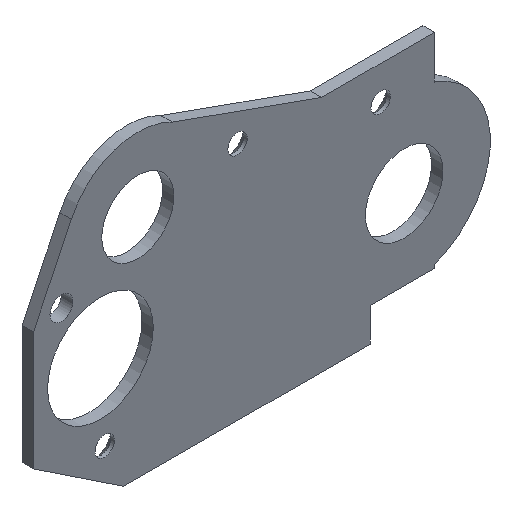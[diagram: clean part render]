
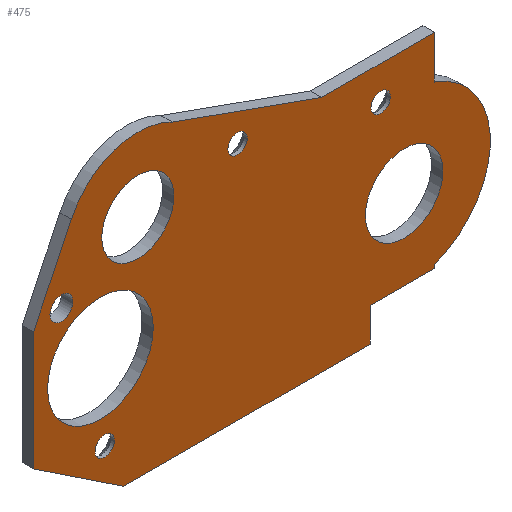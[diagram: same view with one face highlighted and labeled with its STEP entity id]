
A CAD part, isometric view. The second image highlights one B-rep face of the part: STEP entity #475.
In plain terms, the highlighted planar face has unit normal (0, -1, 0).
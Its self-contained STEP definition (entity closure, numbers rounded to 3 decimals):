
#18=FACE_BOUND('',#75,.T.);
#19=FACE_BOUND('',#76,.T.);
#20=FACE_BOUND('',#77,.T.);
#21=FACE_BOUND('',#78,.T.);
#22=FACE_BOUND('',#79,.T.);
#23=FACE_BOUND('',#80,.T.);
#24=FACE_BOUND('',#81,.T.);
#33=PLANE('',#519);
#48=FACE_OUTER_BOUND('',#74,.T.);
#74=EDGE_LOOP('',(#339,#340,#341,#342,#343,#344,#345,#346,#347,#348,#349,
#350));
#75=EDGE_LOOP('',(#351));
#76=EDGE_LOOP('',(#352));
#77=EDGE_LOOP('',(#353));
#78=EDGE_LOOP('',(#354));
#79=EDGE_LOOP('',(#355));
#80=EDGE_LOOP('',(#356));
#81=EDGE_LOOP('',(#357));
#115=LINE('',#721,#158);
#116=LINE('',#723,#159);
#117=LINE('',#725,#160);
#118=LINE('',#727,#161);
#119=LINE('',#729,#162);
#120=LINE('',#731,#163);
#121=LINE('',#733,#164);
#122=LINE('',#737,#165);
#123=LINE('',#739,#166);
#124=LINE('',#741,#167);
#158=VECTOR('',#580,10.);
#159=VECTOR('',#581,10.);
#160=VECTOR('',#582,10.);
#161=VECTOR('',#583,10.);
#162=VECTOR('',#584,10.);
#163=VECTOR('',#585,10.);
#164=VECTOR('',#586,10.);
#165=VECTOR('',#589,10.);
#166=VECTOR('',#590,10.);
#167=VECTOR('',#591,10.);
#200=CIRCLE('',#515,1.3);
#201=CIRCLE('',#517,4.1);
#203=CIRCLE('',#520,9.5);
#204=CIRCLE('',#521,8.35);
#205=CIRCLE('',#522,6.);
#206=CIRCLE('',#523,1.1);
#207=CIRCLE('',#524,1.1);
#208=CIRCLE('',#525,1.1);
#209=CIRCLE('',#526,4.4);
#223=VERTEX_POINT('',#709);
#224=VERTEX_POINT('',#713);
#226=VERTEX_POINT('',#719);
#227=VERTEX_POINT('',#720);
#228=VERTEX_POINT('',#722);
#229=VERTEX_POINT('',#724);
#230=VERTEX_POINT('',#726);
#231=VERTEX_POINT('',#728);
#232=VERTEX_POINT('',#730);
#233=VERTEX_POINT('',#732);
#234=VERTEX_POINT('',#734);
#235=VERTEX_POINT('',#736);
#236=VERTEX_POINT('',#738);
#237=VERTEX_POINT('',#740);
#238=VERTEX_POINT('',#743);
#239=VERTEX_POINT('',#745);
#240=VERTEX_POINT('',#747);
#241=VERTEX_POINT('',#749);
#242=VERTEX_POINT('',#751);
#267=EDGE_CURVE('',#223,#223,#200,.F.);
#268=EDGE_CURVE('',#224,#224,#201,.T.);
#271=EDGE_CURVE('',#226,#227,#115,.T.);
#272=EDGE_CURVE('',#228,#226,#116,.T.);
#273=EDGE_CURVE('',#228,#229,#117,.T.);
#274=EDGE_CURVE('',#230,#229,#118,.T.);
#275=EDGE_CURVE('',#230,#231,#119,.T.);
#276=EDGE_CURVE('',#231,#232,#120,.T.);
#277=EDGE_CURVE('',#233,#232,#121,.T.);
#278=EDGE_CURVE('',#234,#233,#203,.T.);
#279=EDGE_CURVE('',#235,#234,#122,.T.);
#280=EDGE_CURVE('',#236,#235,#123,.T.);
#281=EDGE_CURVE('',#237,#236,#124,.T.);
#282=EDGE_CURVE('',#227,#237,#204,.T.);
#283=EDGE_CURVE('',#238,#238,#205,.T.);
#284=EDGE_CURVE('',#239,#239,#206,.F.);
#285=EDGE_CURVE('',#240,#240,#207,.F.);
#286=EDGE_CURVE('',#241,#241,#208,.F.);
#287=EDGE_CURVE('',#242,#242,#209,.F.);
#339=ORIENTED_EDGE('',*,*,#271,.F.);
#340=ORIENTED_EDGE('',*,*,#272,.F.);
#341=ORIENTED_EDGE('',*,*,#273,.T.);
#342=ORIENTED_EDGE('',*,*,#274,.F.);
#343=ORIENTED_EDGE('',*,*,#275,.T.);
#344=ORIENTED_EDGE('',*,*,#276,.T.);
#345=ORIENTED_EDGE('',*,*,#277,.F.);
#346=ORIENTED_EDGE('',*,*,#278,.F.);
#347=ORIENTED_EDGE('',*,*,#279,.F.);
#348=ORIENTED_EDGE('',*,*,#280,.F.);
#349=ORIENTED_EDGE('',*,*,#281,.F.);
#350=ORIENTED_EDGE('',*,*,#282,.F.);
#351=ORIENTED_EDGE('',*,*,#267,.T.);
#352=ORIENTED_EDGE('',*,*,#268,.T.);
#353=ORIENTED_EDGE('',*,*,#283,.F.);
#354=ORIENTED_EDGE('',*,*,#284,.F.);
#355=ORIENTED_EDGE('',*,*,#285,.F.);
#356=ORIENTED_EDGE('',*,*,#286,.F.);
#357=ORIENTED_EDGE('',*,*,#287,.F.);
#475=ADVANCED_FACE('',(#48,#18,#19,#20,#21,#22,#23,#24),#33,.F.);
#515=AXIS2_PLACEMENT_3D('',#711,#569,#570);
#517=AXIS2_PLACEMENT_3D('',#714,#573,#574);
#519=AXIS2_PLACEMENT_3D('',#718,#578,#579);
#520=AXIS2_PLACEMENT_3D('',#735,#587,#588);
#521=AXIS2_PLACEMENT_3D('',#742,#592,#593);
#522=AXIS2_PLACEMENT_3D('',#744,#594,#595);
#523=AXIS2_PLACEMENT_3D('',#746,#596,#597);
#524=AXIS2_PLACEMENT_3D('',#748,#598,#599);
#525=AXIS2_PLACEMENT_3D('',#750,#600,#601);
#526=AXIS2_PLACEMENT_3D('',#752,#602,#603);
#569=DIRECTION('center_axis',(0.,-1.,0.));
#570=DIRECTION('ref_axis',(-1.,0.,0.));
#573=DIRECTION('center_axis',(0.,1.,0.));
#574=DIRECTION('ref_axis',(1.,0.,0.));
#578=DIRECTION('center_axis',(0.,1.,0.));
#579=DIRECTION('ref_axis',(-1.,0.,0.));
#580=DIRECTION('',(0.433,0.,0.901));
#581=DIRECTION('',(0.,0.,1.));
#582=DIRECTION('',(0.832,0.,-0.555));
#583=DIRECTION('',(-1.,0.,0.));
#584=DIRECTION('',(0.,0.,1.));
#585=DIRECTION('',(1.,0.,0.));
#586=DIRECTION('',(0.,0.,-1.));
#587=DIRECTION('center_axis',(0.,1.,0.));
#588=DIRECTION('ref_axis',(0.333,0.,0.943));
#589=DIRECTION('',(0.,0.,-1.));
#590=DIRECTION('',(1.,0.,0.));
#591=DIRECTION('',(0.942,0.,-0.336));
#592=DIRECTION('center_axis',(0.,1.,0.));
#593=DIRECTION('ref_axis',(-0.997,0.,0.078));
#594=DIRECTION('center_axis',(0.,-1.,0.));
#595=DIRECTION('ref_axis',(-1.,0.,0.));
#596=DIRECTION('center_axis',(0.,1.,0.));
#597=DIRECTION('ref_axis',(-1.,0.,0.));
#598=DIRECTION('center_axis',(0.,1.,0.));
#599=DIRECTION('ref_axis',(-1.,0.,0.));
#600=DIRECTION('center_axis',(0.,1.,0.));
#601=DIRECTION('ref_axis',(-1.,0.,0.));
#602=DIRECTION('center_axis',(0.,1.,0.));
#603=DIRECTION('ref_axis',(-1.,0.,0.));
#709=CARTESIAN_POINT('',(-73.004,32.841,23.551));
#711=CARTESIAN_POINT('Origin',(-74.304,32.841,23.551));
#713=CARTESIAN_POINT('',(-69.722,32.841,28.166));
#714=CARTESIAN_POINT('Origin',(-65.622,32.841,28.166));
#718=CARTESIAN_POINT('Origin',(-51.545,32.841,15.993));
#719=CARTESIAN_POINT('',(-77.477,32.841,22.775));
#720=CARTESIAN_POINT('',(-73.179,32.841,31.717));
#721=CARTESIAN_POINT('',(-75.283,32.841,27.34));
#722=CARTESIAN_POINT('',(-77.477,32.841,9.331));
#723=CARTESIAN_POINT('',(-77.477,32.841,9.331));
#724=CARTESIAN_POINT('',(-67.22,32.841,2.493));
#725=CARTESIAN_POINT('',(-77.477,32.841,9.331));
#726=CARTESIAN_POINT('',(-39.252,32.841,2.493));
#727=CARTESIAN_POINT('',(-31.951,32.841,2.493));
#728=CARTESIAN_POINT('',(-39.252,32.841,6.293));
#729=CARTESIAN_POINT('',(-39.252,32.841,8.243));
#730=CARTESIAN_POINT('',(-31.951,32.841,6.293));
#731=CARTESIAN_POINT('',(-45.398,32.841,6.293));
#732=CARTESIAN_POINT('',(-31.951,32.841,6.688));
#733=CARTESIAN_POINT('',(-31.951,32.841,6.688));
#734=CARTESIAN_POINT('',(-31.951,32.841,24.605));
#735=CARTESIAN_POINT('Origin',(-35.113,32.841,15.647));
#736=CARTESIAN_POINT('',(-31.951,32.841,29.493));
#737=CARTESIAN_POINT('',(-31.951,32.841,29.493));
#738=CARTESIAN_POINT('',(-44.763,32.841,29.493));
#739=CARTESIAN_POINT('',(-69.1,32.841,29.493));
#740=CARTESIAN_POINT('',(-61.717,32.841,35.547));
#741=CARTESIAN_POINT('',(-49.875,32.841,31.318));
#742=CARTESIAN_POINT('Origin',(-65.622,32.841,28.166));
#743=CARTESIAN_POINT('',(-63.874,32.841,16.413));
#744=CARTESIAN_POINT('Origin',(-69.874,32.841,16.413));
#745=CARTESIAN_POINT('',(-53.206,32.841,29.721));
#746=CARTESIAN_POINT('Origin',(-54.306,32.841,29.721));
#747=CARTESIAN_POINT('',(-68.286,32.841,7.542));
#748=CARTESIAN_POINT('Origin',(-69.386,32.841,7.542));
#749=CARTESIAN_POINT('',(-36.957,32.841,25.659));
#750=CARTESIAN_POINT('Origin',(-38.057,32.841,25.659));
#751=CARTESIAN_POINT('',(-30.987,32.841,15.374));
#752=CARTESIAN_POINT('Origin',(-35.387,32.841,15.374));
